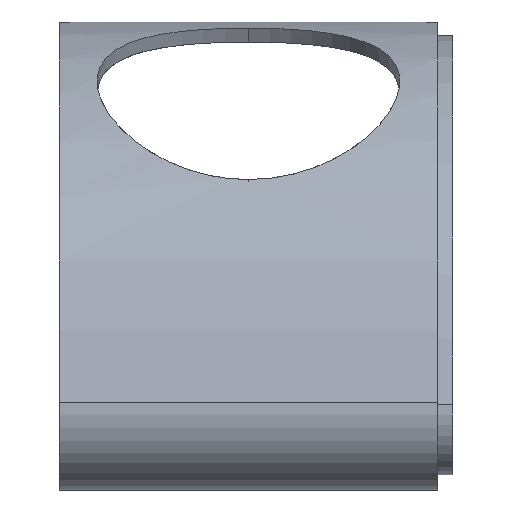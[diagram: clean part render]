
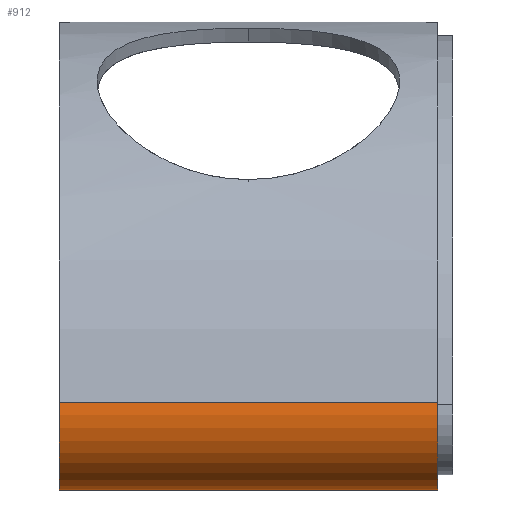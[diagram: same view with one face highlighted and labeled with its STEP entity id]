
A CAD part, left-side view. The second image highlights one B-rep face of the part: STEP entity #912.
In plain terms, the highlighted cylindrical face has radius 20 mm (diameter 40 mm), a partial arc.
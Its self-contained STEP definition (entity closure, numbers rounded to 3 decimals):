
#11 = EDGE_LOOP ( 'NONE', ( #492, #32, #1286, #680 ) ) ;
#27 = VERTEX_POINT ( 'NONE', #1413 ) ;
#32 = ORIENTED_EDGE ( 'NONE', *, *, #58, .F. ) ;
#58 = EDGE_CURVE ( 'NONE', #27, #289, #293, .T. ) ;
#68 = CARTESIAN_POINT ( 'NONE',  ( -98.712, 100., -4. ) ) ;
#84 = CARTESIAN_POINT ( 'NONE',  ( -98.712, 100., 16. ) ) ;
#132 = AXIS2_PLACEMENT_3D ( 'NONE', #84, #400, #414 ) ;
#133 = VERTEX_POINT ( 'NONE', #1009 ) ;
#188 = CIRCLE ( 'NONE', #132, 20. ) ;
#289 = VERTEX_POINT ( 'NONE', #658 ) ;
#293 = LINE ( 'NONE', #995, #1427 ) ;
#351 = CIRCLE ( 'NONE', #645, 20. ) ;
#400 = DIRECTION ( 'NONE',  ( 0., 1., 0. ) ) ;
#408 = DIRECTION ( 'NONE',  ( 0., -1., 0. ) ) ;
#414 = DIRECTION ( 'NONE',  ( 0., 0., -1. ) ) ;
#463 = CARTESIAN_POINT ( 'NONE',  ( -98.712, 0., 16. ) ) ;
#492 = ORIENTED_EDGE ( 'NONE', *, *, #1098, .T. ) ;
#623 = DIRECTION ( 'NONE',  ( 0., -1., 0. ) ) ;
#633 = FACE_OUTER_BOUND ( 'NONE', #11, .T. ) ;
#645 = AXIS2_PLACEMENT_3D ( 'NONE', #463, #780, #891 ) ;
#658 = CARTESIAN_POINT ( 'NONE',  ( -118.454, 0., 19.2 ) ) ;
#680 = ORIENTED_EDGE ( 'NONE', *, *, #958, .T. ) ;
#727 = LINE ( 'NONE', #68, #948 ) ;
#780 = DIRECTION ( 'NONE',  ( 0., 1., 0. ) ) ;
#891 = DIRECTION ( 'NONE',  ( 0., 0., -1. ) ) ;
#912 = ADVANCED_FACE ( 'NONE', ( #633 ), #1310, .T. ) ;
#948 = VECTOR ( 'NONE', #623, 1000. ) ;
#949 = CARTESIAN_POINT ( 'NONE',  ( -98.712, 100., 16. ) ) ;
#958 = EDGE_CURVE ( 'NONE', #133, #1087, #727, .T. ) ;
#995 = CARTESIAN_POINT ( 'NONE',  ( -118.454, 100., 19.2 ) ) ;
#1009 = CARTESIAN_POINT ( 'NONE',  ( -98.712, 100., -4. ) ) ;
#1014 = EDGE_CURVE ( 'NONE', #133, #27, #188, .T. ) ;
#1026 = AXIS2_PLACEMENT_3D ( 'NONE', #949, #408, #1191 ) ;
#1087 = VERTEX_POINT ( 'NONE', #1245 ) ;
#1098 = EDGE_CURVE ( 'NONE', #1087, #289, #351, .T. ) ;
#1105 = DIRECTION ( 'NONE',  ( 0., -1., 0. ) ) ;
#1191 = DIRECTION ( 'NONE',  ( 0., 0., -1. ) ) ;
#1245 = CARTESIAN_POINT ( 'NONE',  ( -98.712, 0., -4. ) ) ;
#1286 = ORIENTED_EDGE ( 'NONE', *, *, #1014, .F. ) ;
#1310 = CYLINDRICAL_SURFACE ( 'NONE', #1026, 20. ) ;
#1413 = CARTESIAN_POINT ( 'NONE',  ( -118.454, 100., 19.2 ) ) ;
#1427 = VECTOR ( 'NONE', #1105, 1000. ) ;
